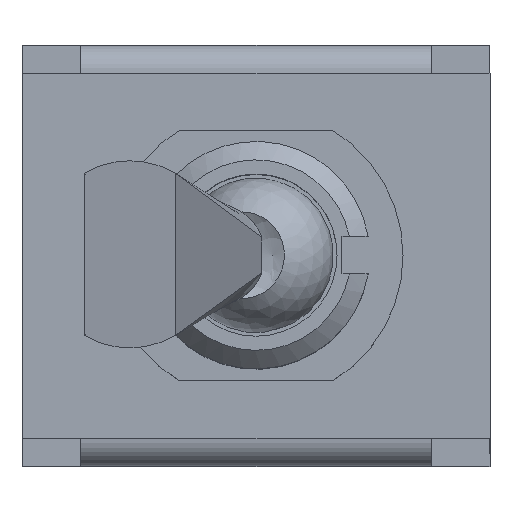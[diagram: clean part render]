
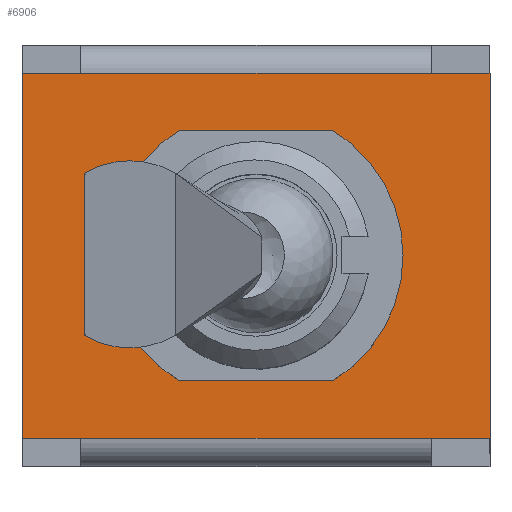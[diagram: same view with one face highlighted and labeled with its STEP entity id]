
A CAD part, top view. The second image highlights one B-rep face of the part: STEP entity #6906.
In plain terms, the highlighted planar face has unit normal (0, 0, 1).
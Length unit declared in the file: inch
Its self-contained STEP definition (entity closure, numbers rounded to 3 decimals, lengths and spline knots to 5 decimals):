
#556=FACE_OUTER_BOUND('',#947,.T.);
#947=EDGE_LOOP('',(#5158,#5159,#5160,#5161,#5162,#5163,#5164,#5165));
#1615=LINE('',#10585,#2359);
#1619=LINE('',#10592,#2363);
#1621=LINE('',#10595,#2365);
#1625=LINE('',#10604,#2369);
#1627=LINE('',#10609,#2371);
#1629=LINE('',#10612,#2373);
#1632=LINE('',#10621,#2376);
#1633=LINE('',#10623,#2377);
#2359=VECTOR('',#8569,0.3937);
#2363=VECTOR('',#8575,0.3937);
#2365=VECTOR('',#8579,0.3937);
#2369=VECTOR('',#8585,0.3937);
#2371=VECTOR('',#8589,0.3937);
#2373=VECTOR('',#8593,0.3937);
#2376=VECTOR('',#8606,0.3937);
#2377=VECTOR('',#8609,0.3937);
#2920=VERTEX_POINT('',#10399);
#2923=VERTEX_POINT('',#10411);
#2928=VERTEX_POINT('',#10427);
#2980=VERTEX_POINT('',#10583);
#2981=VERTEX_POINT('',#10588);
#2983=VERTEX_POINT('',#10597);
#2986=VERTEX_POINT('',#10602);
#2988=VERTEX_POINT('',#10607);
#3739=EDGE_CURVE('',#2928,#2980,#1615,.T.);
#3743=EDGE_CURVE('',#2923,#2981,#1619,.T.);
#3745=EDGE_CURVE('',#2980,#2981,#1621,.T.);
#3749=EDGE_CURVE('',#2986,#2983,#1625,.T.);
#3751=EDGE_CURVE('',#2920,#2988,#1627,.T.);
#3753=EDGE_CURVE('',#2988,#2983,#1629,.T.);
#3758=EDGE_CURVE('',#2928,#2986,#1632,.T.);
#3759=EDGE_CURVE('',#2923,#2920,#1633,.T.);
#5158=ORIENTED_EDGE('',*,*,#3759,.T.);
#5159=ORIENTED_EDGE('',*,*,#3751,.T.);
#5160=ORIENTED_EDGE('',*,*,#3753,.T.);
#5161=ORIENTED_EDGE('',*,*,#3749,.F.);
#5162=ORIENTED_EDGE('',*,*,#3758,.F.);
#5163=ORIENTED_EDGE('',*,*,#3739,.T.);
#5164=ORIENTED_EDGE('',*,*,#3745,.T.);
#5165=ORIENTED_EDGE('',*,*,#3743,.F.);
#6263=PLANE('',#7353);
#6906=ADVANCED_FACE('',(#556),#6263,.T.);
#7353=AXIS2_PLACEMENT_3D('',#10622,#8607,#8608);
#8569=DIRECTION('',(-1.,0.,0.));
#8575=DIRECTION('',(-1.,0.,0.));
#8579=DIRECTION('',(0.,-1.,0.));
#8585=DIRECTION('',(1.,0.,0.));
#8589=DIRECTION('',(1.,0.,0.));
#8593=DIRECTION('',(0.,1.,0.));
#8606=DIRECTION('',(1.,0.,0.));
#8607=DIRECTION('center_axis',(0.,0.,
1.));
#8608=DIRECTION('ref_axis',(1.,0.,0.));
#8609=DIRECTION('',(1.,0.,0.));
#10399=CARTESIAN_POINT('',(0.18701,-0.19508,0.35));
#10411=CARTESIAN_POINT('',(-0.18701,-0.19508,0.35));
#10427=CARTESIAN_POINT('',(-0.18701,0.19508,0.35));
#10583=CARTESIAN_POINT('',(-0.25,0.19508,0.35));
#10585=CARTESIAN_POINT('',(-0.18701,0.19508,0.35));
#10588=CARTESIAN_POINT('',(-0.25,-0.19508,0.35));
#10592=CARTESIAN_POINT('',(-0.18701,-0.19508,0.35));
#10595=CARTESIAN_POINT('',(-0.25,-0.19508,0.35));
#10597=CARTESIAN_POINT('',(0.25,0.19508,0.35));
#10602=CARTESIAN_POINT('',(0.18701,0.19508,0.35));
#10604=CARTESIAN_POINT('',(0.18701,0.19508,0.35));
#10607=CARTESIAN_POINT('',(0.25,-0.19508,0.35));
#10609=CARTESIAN_POINT('',(0.18701,-0.19508,0.35));
#10612=CARTESIAN_POINT('',(0.25,-0.19508,0.35));
#10621=CARTESIAN_POINT('',(0.,0.19508,0.35));
#10622=CARTESIAN_POINT('Origin',(0.,0.19508,
0.35));
#10623=CARTESIAN_POINT('',(0.,-0.19508,0.35));
